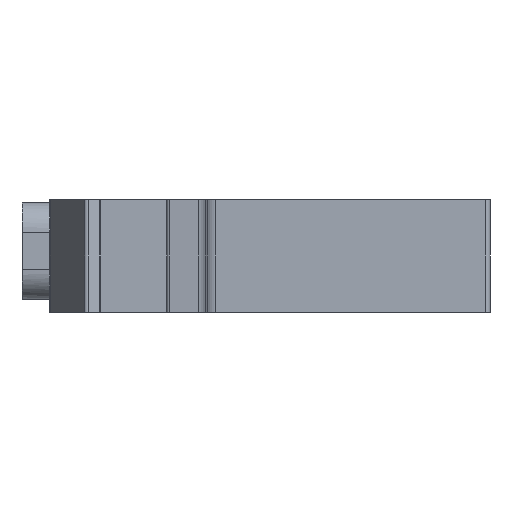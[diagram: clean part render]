
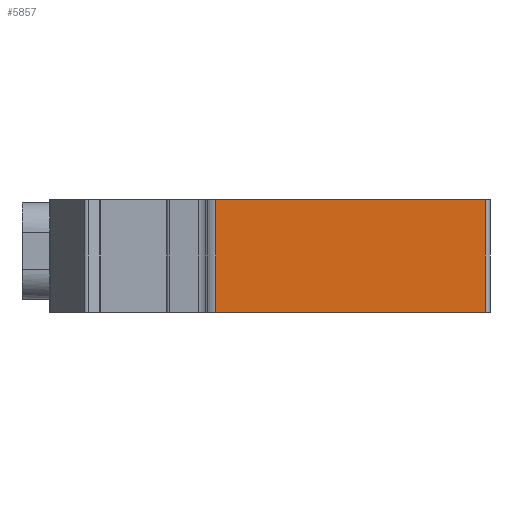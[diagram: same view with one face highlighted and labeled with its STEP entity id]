
A CAD part, left-side view. The second image highlights one B-rep face of the part: STEP entity #5857.
In plain terms, the highlighted planar face has unit normal (-1, 0, 0).
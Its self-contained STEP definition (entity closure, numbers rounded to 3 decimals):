
#32 = PLANE('',#33);
#33 = AXIS2_PLACEMENT_3D('',#34,#35,#36);
#34 = CARTESIAN_POINT('',(-0.05,0.5,12.1));
#35 = DIRECTION('',(0.,0.,1.));
#36 = DIRECTION('',(-1.,0.,0.));
#1215 = VERTEX_POINT('',#1216);
#1216 = CARTESIAN_POINT('',(-36.05,23.177,12.1));
#1235 = CYLINDRICAL_SURFACE('',#1236,1.5);
#1236 = AXIS2_PLACEMENT_3D('',#1237,#1238,#1239);
#1237 = CARTESIAN_POINT('',(-34.55,23.177,119.859));
#1238 = DIRECTION('',(0.,0.,-1.));
#1239 = DIRECTION('',(-1.,0.,0.));
#1247 = EDGE_CURVE('',#1248,#1215,#1250,.T.);
#1248 = VERTEX_POINT('',#1249);
#1249 = CARTESIAN_POINT('',(-36.05,-5.8,12.1));
#1250 = SURFACE_CURVE('',#1251,(#1255,#1262),.PCURVE_S1.);
#1251 = LINE('',#1252,#1253);
#1252 = CARTESIAN_POINT('',(-36.05,-5.8,12.1));
#1253 = VECTOR('',#1254,1.);
#1254 = DIRECTION('',(0.,1.,0.));
#1255 = PCURVE('',#32,#1256);
#1256 = DEFINITIONAL_REPRESENTATION('',(#1257),#1261);
#1257 = LINE('',#1258,#1259);
#1258 = CARTESIAN_POINT('',(36.,6.3));
#1259 = VECTOR('',#1260,1.);
#1260 = DIRECTION('',(0.,-1.));
#1261 = ( GEOMETRIC_REPRESENTATION_CONTEXT(2) 
PARAMETRIC_REPRESENTATION_CONTEXT() REPRESENTATION_CONTEXT('2D SPACE',''
  ) );
#1262 = PCURVE('',#1263,#1268);
#1263 = PLANE('',#1264);
#1264 = AXIS2_PLACEMENT_3D('',#1265,#1266,#1267);
#1265 = CARTESIAN_POINT('',(-36.05,-5.8,119.859));
#1266 = DIRECTION('',(-1.,0.,0.));
#1267 = DIRECTION('',(0.,0.,1.));
#1268 = DEFINITIONAL_REPRESENTATION('',(#1269),#1273);
#1269 = LINE('',#1270,#1271);
#1270 = CARTESIAN_POINT('',(-107.759,0.));
#1271 = VECTOR('',#1272,1.);
#1272 = DIRECTION('',(0.,1.));
#1273 = ( GEOMETRIC_REPRESENTATION_CONTEXT(2) 
PARAMETRIC_REPRESENTATION_CONTEXT() REPRESENTATION_CONTEXT('2D SPACE',''
  ) );
#1296 = CYLINDRICAL_SURFACE('',#1297,0.5);
#1297 = AXIS2_PLACEMENT_3D('',#1298,#1299,#1300);
#1298 = CARTESIAN_POINT('',(-35.55,-5.8,119.859));
#1299 = DIRECTION('',(0.,0.,-1.));
#1300 = DIRECTION('',(-1.,0.,0.));
#3084 = PLANE('',#3085);
#3085 = AXIS2_PLACEMENT_3D('',#3086,#3087,#3088);
#3086 = CARTESIAN_POINT('',(20.182,-2.9,0.));
#3087 = DIRECTION('',(0.,0.,-1.));
#3088 = DIRECTION('',(-1.,0.,0.));
#5813 = EDGE_CURVE('',#1248,#5814,#5816,.T.);
#5814 = VERTEX_POINT('',#5815);
#5815 = CARTESIAN_POINT('',(-36.05,-5.8,0.));
#5816 = SURFACE_CURVE('',#5817,(#5821,#5828),.PCURVE_S1.);
#5817 = LINE('',#5818,#5819);
#5818 = CARTESIAN_POINT('',(-36.05,-5.8,119.859));
#5819 = VECTOR('',#5820,1.);
#5820 = DIRECTION('',(0.,0.,-1.));
#5821 = PCURVE('',#1296,#5822);
#5822 = DEFINITIONAL_REPRESENTATION('',(#5823),#5827);
#5823 = LINE('',#5824,#5825);
#5824 = CARTESIAN_POINT('',(6.283,0.));
#5825 = VECTOR('',#5826,1.);
#5826 = DIRECTION('',(0.,1.));
#5827 = ( GEOMETRIC_REPRESENTATION_CONTEXT(2) 
PARAMETRIC_REPRESENTATION_CONTEXT() REPRESENTATION_CONTEXT('2D SPACE',''
  ) );
#5828 = PCURVE('',#1263,#5829);
#5829 = DEFINITIONAL_REPRESENTATION('',(#5830),#5834);
#5830 = LINE('',#5831,#5832);
#5831 = CARTESIAN_POINT('',(0.,0.));
#5832 = VECTOR('',#5833,1.);
#5833 = DIRECTION('',(-1.,0.));
#5834 = ( GEOMETRIC_REPRESENTATION_CONTEXT(2) 
PARAMETRIC_REPRESENTATION_CONTEXT() REPRESENTATION_CONTEXT('2D SPACE',''
  ) );
#5857 = ADVANCED_FACE('',(#5858),#1263,.T.);
#5858 = FACE_BOUND('',#5859,.T.);
#5859 = EDGE_LOOP('',(#5860,#5861,#5862,#5885));
#5860 = ORIENTED_EDGE('',*,*,#5813,.F.);
#5861 = ORIENTED_EDGE('',*,*,#1247,.T.);
#5862 = ORIENTED_EDGE('',*,*,#5863,.T.);
#5863 = EDGE_CURVE('',#1215,#5864,#5866,.T.);
#5864 = VERTEX_POINT('',#5865);
#5865 = CARTESIAN_POINT('',(-36.05,23.177,0.));
#5866 = SURFACE_CURVE('',#5867,(#5871,#5878),.PCURVE_S1.);
#5867 = LINE('',#5868,#5869);
#5868 = CARTESIAN_POINT('',(-36.05,23.177,119.859));
#5869 = VECTOR('',#5870,1.);
#5870 = DIRECTION('',(0.,0.,-1.));
#5871 = PCURVE('',#1263,#5872);
#5872 = DEFINITIONAL_REPRESENTATION('',(#5873),#5877);
#5873 = LINE('',#5874,#5875);
#5874 = CARTESIAN_POINT('',(0.,28.977));
#5875 = VECTOR('',#5876,1.);
#5876 = DIRECTION('',(-1.,0.));
#5877 = ( GEOMETRIC_REPRESENTATION_CONTEXT(2) 
PARAMETRIC_REPRESENTATION_CONTEXT() REPRESENTATION_CONTEXT('2D SPACE',''
  ) );
#5878 = PCURVE('',#1235,#5879);
#5879 = DEFINITIONAL_REPRESENTATION('',(#5880),#5884);
#5880 = LINE('',#5881,#5882);
#5881 = CARTESIAN_POINT('',(0.,0.));
#5882 = VECTOR('',#5883,1.);
#5883 = DIRECTION('',(0.,1.));
#5884 = ( GEOMETRIC_REPRESENTATION_CONTEXT(2) 
PARAMETRIC_REPRESENTATION_CONTEXT() REPRESENTATION_CONTEXT('2D SPACE',''
  ) );
#5885 = ORIENTED_EDGE('',*,*,#5886,.F.);
#5886 = EDGE_CURVE('',#5814,#5864,#5887,.T.);
#5887 = SURFACE_CURVE('',#5888,(#5892,#5899),.PCURVE_S1.);
#5888 = LINE('',#5889,#5890);
#5889 = CARTESIAN_POINT('',(-36.05,-5.8,0.));
#5890 = VECTOR('',#5891,1.);
#5891 = DIRECTION('',(0.,1.,0.));
#5892 = PCURVE('',#1263,#5893);
#5893 = DEFINITIONAL_REPRESENTATION('',(#5894),#5898);
#5894 = LINE('',#5895,#5896);
#5895 = CARTESIAN_POINT('',(-119.859,0.));
#5896 = VECTOR('',#5897,1.);
#5897 = DIRECTION('',(0.,1.));
#5898 = ( GEOMETRIC_REPRESENTATION_CONTEXT(2) 
PARAMETRIC_REPRESENTATION_CONTEXT() REPRESENTATION_CONTEXT('2D SPACE',''
  ) );
#5899 = PCURVE('',#3084,#5900);
#5900 = DEFINITIONAL_REPRESENTATION('',(#5901),#5905);
#5901 = LINE('',#5902,#5903);
#5902 = CARTESIAN_POINT('',(56.232,-2.9));
#5903 = VECTOR('',#5904,1.);
#5904 = DIRECTION('',(0.,1.));
#5905 = ( GEOMETRIC_REPRESENTATION_CONTEXT(2) 
PARAMETRIC_REPRESENTATION_CONTEXT() REPRESENTATION_CONTEXT('2D SPACE',''
  ) );
